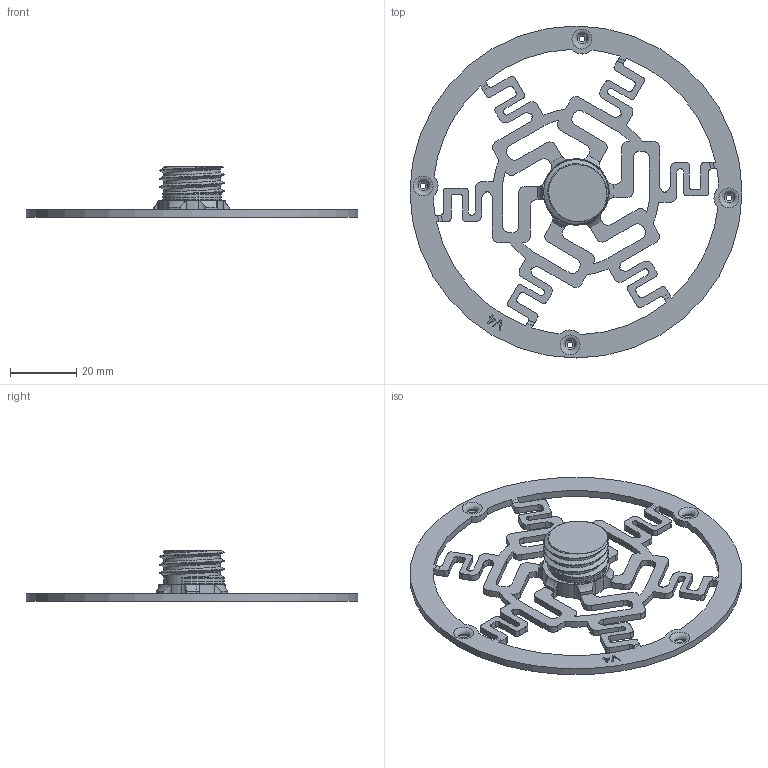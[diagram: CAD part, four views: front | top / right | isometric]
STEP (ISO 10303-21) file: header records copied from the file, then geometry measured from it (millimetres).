
FILE_DESCRIPTION(/* description */ (''),/* implementation_level */ '2;1');
FILE_NAME(/* name */ 'spring .step',/* time_stamp */ '2024-03-06T19:34:10-05:00',/* author */ (''),/* organization */ (''),/* preprocessor_version */ 'ST-DEVELOPER v20',/* originating_system */ 'Autodesk Translation Framework v12.20.1.177',/* authorisation */ '');
FILE_SCHEMA (('AUTOMOTIVE_DESIGN { 1 0 10303 214 3 1 1 }'));
Length unit declared in the file: millimetre
Products named in the file (1): spring test
Bounding box: 100 x 100 x 15.2 mm (x, y, z)
Volume: 11681 mm3; surface area: 12214 mm2
Topology: 1 solids, 1 shells, 413 faces, 1220 edges, 791 vertices
Faces by surface type: cylinder 186, plane 181, bspline 24, torus 17, cone 4, sphere 1
Full cylindrical faces by diameter (mm): 3 x4, 16.938 x2, 100 x1
Entity records: 15622 total; most frequent: CARTESIAN_POINT 4370, ORIENTED_EDGE 2440, DIRECTION 2314, EDGE_CURVE 1220, VERTEX_POINT 791, AXIS2_PLACEMENT_3D 788, LINE 738, VECTOR 738
